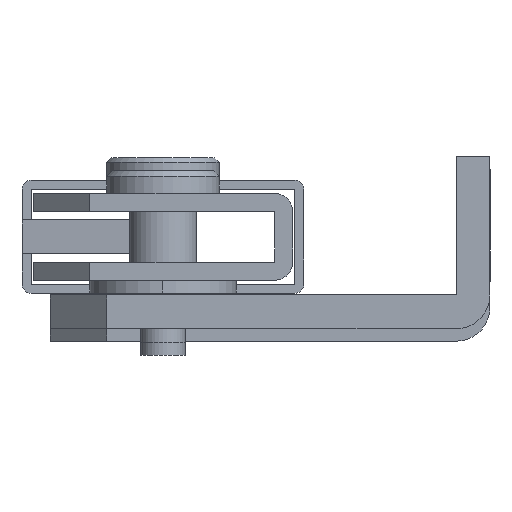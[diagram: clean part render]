
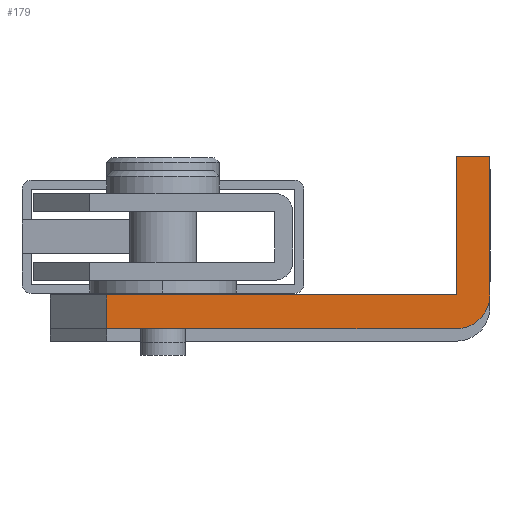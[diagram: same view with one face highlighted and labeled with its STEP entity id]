
A CAD part, left-side view. The second image highlights one B-rep face of the part: STEP entity #179.
In plain terms, the highlighted planar face has unit normal (-1, 0, 0).
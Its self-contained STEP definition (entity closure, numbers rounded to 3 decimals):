
#5 = EDGE_CURVE ( 'NONE', #2326, #2345, #690, .T. ) ;
#20 = EDGE_CURVE ( 'NONE', #2514, #2326, #3037, .T. ) ;
#45 = EDGE_CURVE ( 'NONE', #2394, #2514, #3117, .T. ) ;
#60 = EDGE_CURVE ( 'NONE', #2374, #2394, #3166, .T. ) ;
#90 = EDGE_CURVE ( 'NONE', #2442, #2430, #3259, .T. ) ;
#105 = EDGE_CURVE ( 'NONE', #2345, #2430, #3305, .T. ) ;
#179 = ADVANCED_FACE ( 'NONE', ( #3852 ), #4117, .T. ) ;
#311 = VECTOR ( 'NONE', #2003, 1000. ) ;
#690 = CIRCLE ( 'NONE', #1403, 6. ) ;
#1136 = VECTOR ( 'NONE', #3119, 1000. ) ;
#1147 = VECTOR ( 'NONE', #3168, 1000. ) ;
#1154 = VECTOR ( 'NONE', #3039, 1000. ) ;
#1390 = VECTOR ( 'NONE', #3307, 1000. ) ;
#1395 = VECTOR ( 'NONE', #3261, 1000. ) ;
#1403 = AXIS2_PLACEMENT_3D ( 'NONE', #2989, #2990, #2991 ) ;
#1651 = CARTESIAN_POINT ( 'NONE',  ( -25., -58., 0. ) ) ;
#1670 = CARTESIAN_POINT ( 'NONE',  ( -25., -52., -6. ) ) ;
#1699 = CARTESIAN_POINT ( 'NONE',  ( -25., -52., 0. ) ) ;
#1719 = CARTESIAN_POINT ( 'NONE',  ( -25., -52., 24.5 ) ) ;
#1755 = CARTESIAN_POINT ( 'NONE',  ( -25., 10., -6. ) ) ;
#1767 = CARTESIAN_POINT ( 'NONE',  ( -25., 10., 0. ) ) ;
#1839 = CARTESIAN_POINT ( 'NONE',  ( -25., -58., 24.5 ) ) ;
#2001 = LINE ( 'NONE', #2002, #311 ) ;
#2002 = CARTESIAN_POINT ( 'NONE',  ( -25., 20., 0. ) ) ;
#2003 = DIRECTION ( 'NONE',  ( 0., -1., 0. ) ) ;
#2176 = EDGE_LOOP ( 'NONE', ( #2287, #2288, #2286, #2290, #2289, #2291, #2292 ) ) ;
#2286 = ORIENTED_EDGE ( 'NONE', *, *, #105, .F. ) ;
#2287 = ORIENTED_EDGE ( 'NONE', *, *, #4657, .F. ) ;
#2288 = ORIENTED_EDGE ( 'NONE', *, *, #90, .T. ) ;
#2289 = ORIENTED_EDGE ( 'NONE', *, *, #20, .F. ) ;
#2290 = ORIENTED_EDGE ( 'NONE', *, *, #5, .F. ) ;
#2291 = ORIENTED_EDGE ( 'NONE', *, *, #45, .F. ) ;
#2292 = ORIENTED_EDGE ( 'NONE', *, *, #60, .F. ) ;
#2326 = VERTEX_POINT ( 'NONE', #1651 ) ;
#2345 = VERTEX_POINT ( 'NONE', #1670 ) ;
#2374 = VERTEX_POINT ( 'NONE', #1699 ) ;
#2394 = VERTEX_POINT ( 'NONE', #1719 ) ;
#2430 = VERTEX_POINT ( 'NONE', #1755 ) ;
#2442 = VERTEX_POINT ( 'NONE', #1767 ) ;
#2514 = VERTEX_POINT ( 'NONE', #1839 ) ;
#2989 = CARTESIAN_POINT ( 'NONE',  ( -25., -52., 0. ) ) ;
#2990 = DIRECTION ( 'NONE',  ( 1., 0., 0. ) ) ;
#2991 = DIRECTION ( 'NONE',  ( 0., 0., 1. ) ) ;
#3037 = LINE ( 'NONE', #3038, #1154 ) ;
#3038 = CARTESIAN_POINT ( 'NONE',  ( -25., -58., 24.5 ) ) ;
#3039 = DIRECTION ( 'NONE',  ( 0., 0., -1. ) ) ;
#3117 = LINE ( 'NONE', #3118, #1136 ) ;
#3118 = CARTESIAN_POINT ( 'NONE',  ( -25., -52., 24.5 ) ) ;
#3119 = DIRECTION ( 'NONE',  ( 0., -1., 0. ) ) ;
#3166 = LINE ( 'NONE', #3167, #1147 ) ;
#3167 = CARTESIAN_POINT ( 'NONE',  ( -25., -52., 0. ) ) ;
#3168 = DIRECTION ( 'NONE',  ( 0., 0., 1. ) ) ;
#3259 = LINE ( 'NONE', #3260, #1395 ) ;
#3260 = CARTESIAN_POINT ( 'NONE',  ( -25., 10., -6. ) ) ;
#3261 = DIRECTION ( 'NONE',  ( 0., 0., -1. ) ) ;
#3305 = LINE ( 'NONE', #3306, #1390 ) ;
#3306 = CARTESIAN_POINT ( 'NONE',  ( -25., -52., -6. ) ) ;
#3307 = DIRECTION ( 'NONE',  ( 0., 1., 0. ) ) ;
#3851 = AXIS2_PLACEMENT_3D ( 'NONE', #4118, #4119, #4120 ) ;
#3852 = FACE_OUTER_BOUND ( 'NONE', #2176, .T. ) ;
#4117 = PLANE ( 'NONE',  #3851 ) ;
#4118 = CARTESIAN_POINT ( 'NONE',  ( -25., -52., 0. ) ) ;
#4119 = DIRECTION ( 'NONE',  ( -1., 0., 0. ) ) ;
#4120 = DIRECTION ( 'NONE',  ( 0., 0., 1. ) ) ;
#4657 = EDGE_CURVE ( 'NONE', #2442, #2374, #2001, .T. ) ;
